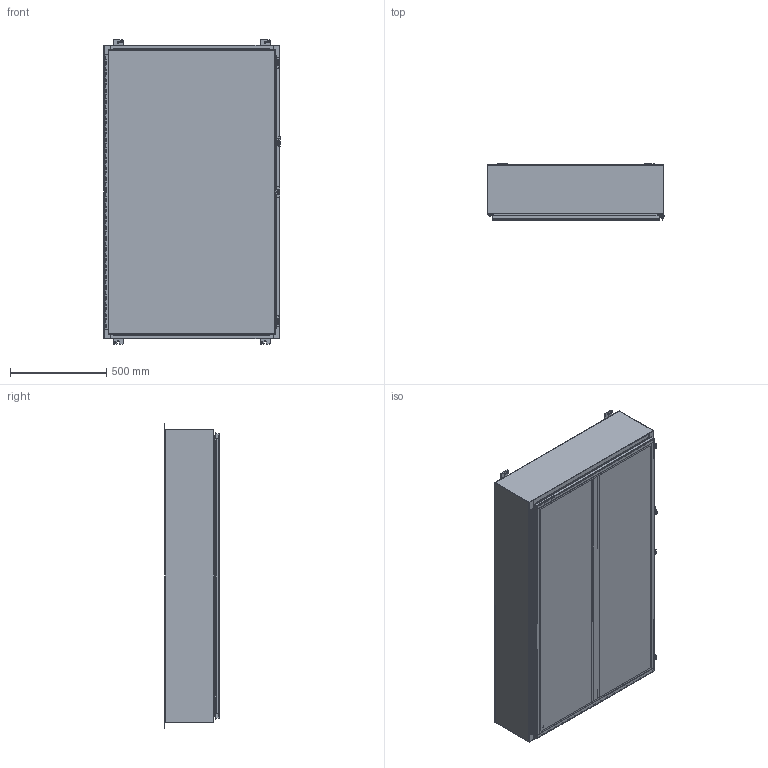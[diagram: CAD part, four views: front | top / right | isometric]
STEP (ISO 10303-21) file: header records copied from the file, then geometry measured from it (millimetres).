
FILE_DESCRIPTION (( 'STEP AP203' ), '1' );
FILE_NAME ('1418T10_Default.step', '2019-11-02T19:08:15', ( '' ), ( '' ), 'SwSTEP 2.0', 'SolidWorks 2019', '' );
FILE_SCHEMA (( 'CONFIG_CONTROL_DESIGN' ));
Length unit declared in the file: inch
Products named in the file (1): 1418T10_Default
Bounding box: 917.58 x 290.5 x 1581.15 mm (x, y, z)
Volume: 12209918.3 mm3; surface area: 12444355.4 mm2
Topology: 56 solids, 56 shells, 1796 faces, 4776 edges, 3136 vertices
Faces by surface type: plane 1043, cylinder 675, bspline 60, cone 18
Entity records: 57043 total; most frequent: CARTESIAN_POINT 11407, ORIENTED_EDGE 9552, DIRECTION 9526, EDGE_CURVE 4776, LINE 3244, VECTOR 3244, AXIS2_PLACEMENT_3D 3141, VERTEX_POINT 3136
